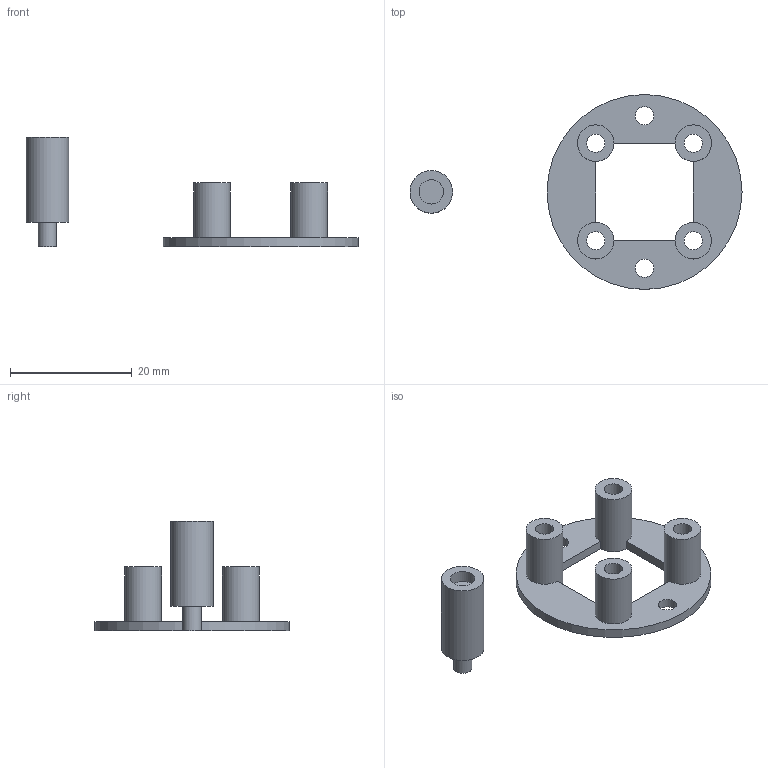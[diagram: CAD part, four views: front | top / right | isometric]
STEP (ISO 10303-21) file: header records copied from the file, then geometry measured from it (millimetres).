
FILE_DESCRIPTION(/* description */ (''),/* implementation_level */ '2;1');
FILE_NAME(/* name */ 'encoder_support.step',/* time_stamp */ '2025-04-17T11:48:34+02:00',/* author */ (''),/* organization */ (''),/* preprocessor_version */ 'ST-DEVELOPER v20.1',/* originating_system */ 'Autodesk Translation Framework v14.4.0.0',/* authorisation */ '');
FILE_SCHEMA (('AUTOMOTIVE_DESIGN { 1 0 10303 214 3 1 1 }'));
Length unit declared in the file: millimetre
Products named in the file (1): Untitled
Bounding box: 54.5 x 32 x 18 mm (x, y, z)
Volume: 2106.5 mm3; surface area: 2857.7 mm2
Topology: 2 solids, 2 shells, 28 faces, 64 edges, 42 vertices
Faces by surface type: cylinder 14, plane 14
Full cylindrical faces by diameter (mm): 3 x7, 4 x1, 6 x4, 7 x1, 32 x1
Entity records: 866 total; most frequent: DIRECTION 156, CARTESIAN_POINT 135, ORIENTED_EDGE 128, EDGE_CURVE 64, AXIS2_PLACEMENT_3D 63, EDGE_LOOP 44, VERTEX_POINT 42, CIRCLE 34
